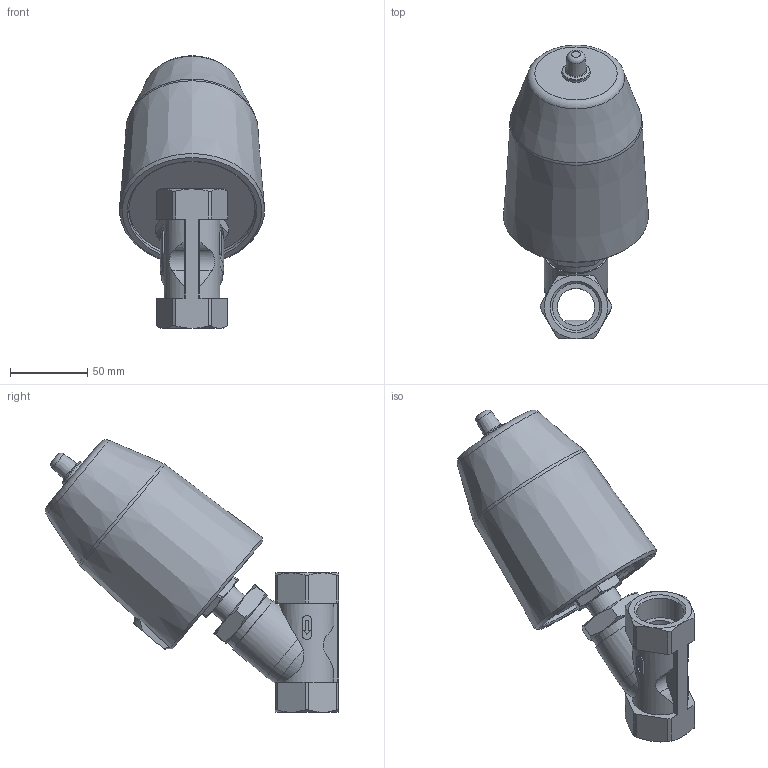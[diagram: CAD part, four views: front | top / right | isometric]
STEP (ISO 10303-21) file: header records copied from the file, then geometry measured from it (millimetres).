
FILE_DESCRIPTION(/* description */ ('STEP AP214'),/* implementation_level */ '2;1');
FILE_NAME(/* name */ '3536677_VZXF-L-M22C-M-A-G1-240-V4ANV-80-V',/* time_stamp */ '2024-09-18T12:23:27+02:00',/* author */ ('License CC BY-ND 4.0'),/* organization */ ('CADENAS'),/* preprocessor_version */ 'ST-DEVELOPER v19.3',/* originating_system */ 'PARTsolutions',/* authorisation */ ' ');
FILE_SCHEMA (('AUTOMOTIVE_DESIGN {1 0 10303 214 3 1 1}'));
Length unit declared in the file: millimetre
Products named in the file (2): 3536677 VZXF-L-M22C-M-A-G1-240-V4ANV-80-V; 1001805 VZXF-L-M22C-M-A-G1-240-V4ANV-80-V---(V)
Assembly tree (1 placements, depth 2):
  3536677 VZXF-L-M22C-M-A-G1-240-V4ANV-80-V
    1001805 VZXF-L-M22C-M-A-G1-240-V4ANV-80-V---(V)
Bounding box: 93.76 x 189.5 x 176 mm (x, y, z)
Volume: 793678.5 mm3; surface area: 72165.9 mm2
Topology: 1 solids, 1 shells, 165 faces, 412 edges, 261 vertices
Faces by surface type: plane 69, cylinder 47, cone 44, torus 5
Full cylindrical faces by diameter (mm): 8.566 x1, 18.2 x1, 22 x1, 24 x1, 30.291 x2, 39 x1, 41 x1, 81.7 x1
Entity records: 5053 total; most frequent: CARTESIAN_POINT 1229, DIRECTION 776, ORIENTED_EDGE 770, EDGE_CURVE 385, AXIS2_PLACEMENT_3D 316, VERTEX_POINT 257, EDGE_LOOP 206, FACE_BOUND 206
